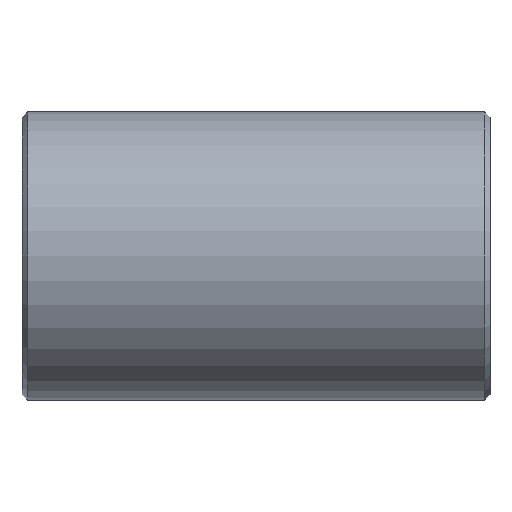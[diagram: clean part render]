
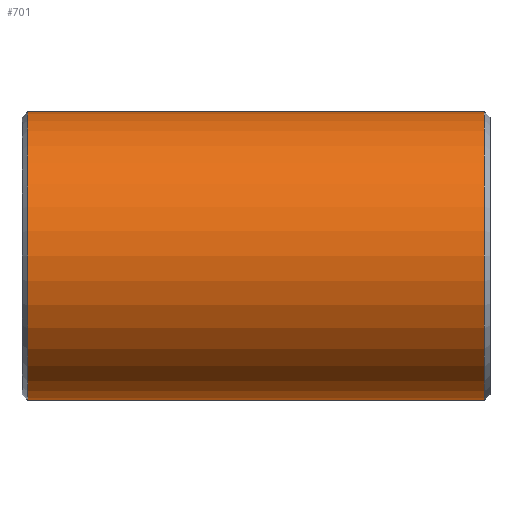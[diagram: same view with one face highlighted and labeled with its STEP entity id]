
A CAD part, front view. The second image highlights one B-rep face of the part: STEP entity #701.
In plain terms, the highlighted cylindrical face has radius 109.537 mm (diameter 219.075 mm), a partial arc.
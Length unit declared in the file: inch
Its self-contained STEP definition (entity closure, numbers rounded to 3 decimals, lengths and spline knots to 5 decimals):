
#20 = EDGE_CURVE ( 'NONE', #917, #84, #922, .T. ) ;
#40 = DIRECTION ( 'NONE',  ( -1., 0., 0. ) ) ;
#84 = VERTEX_POINT ( 'NONE', #804 ) ;
#88 = DIRECTION ( 'NONE',  ( 1., 0., 0. ) ) ;
#97 = CARTESIAN_POINT ( 'NONE',  ( 7., 0., -4.3125 ) ) ;
#113 = VECTOR ( 'NONE', #302, 39.37008 ) ;
#118 = CYLINDRICAL_SURFACE ( 'NONE', #703, 4.3125 ) ;
#155 = DIRECTION ( 'NONE',  ( 0., 0., 1. ) ) ;
#210 = CARTESIAN_POINT ( 'NONE',  ( 7., 0., 0. ) ) ;
#222 = EDGE_LOOP ( 'NONE', ( #723, #798, #852, #350 ) ) ;
#294 = EDGE_CURVE ( 'NONE', #353, #917, #763, .T. ) ;
#302 = DIRECTION ( 'NONE',  ( -1., 0., 0. ) ) ;
#342 = AXIS2_PLACEMENT_3D ( 'NONE', #802, #627, #777 ) ;
#349 = DIRECTION ( 'NONE',  ( 0., 0., 1. ) ) ;
#350 = ORIENTED_EDGE ( 'NONE', *, *, #20, .T. ) ;
#353 = VERTEX_POINT ( 'NONE', #462 ) ;
#462 = CARTESIAN_POINT ( 'NONE',  ( 6.83333, 0., 4.3125 ) ) ;
#518 = AXIS2_PLACEMENT_3D ( 'NONE', #796, #88, #155 ) ;
#560 = EDGE_CURVE ( 'NONE', #575, #353, #846, .T. ) ;
#575 = VERTEX_POINT ( 'NONE', #631 ) ;
#627 = DIRECTION ( 'NONE',  ( -1., 0., 0. ) ) ;
#631 = CARTESIAN_POINT ( 'NONE',  ( 6.83333, 0., -4.3125 ) ) ;
#678 = CARTESIAN_POINT ( 'NONE',  ( -6.83333, 0., 4.3125 ) ) ;
#701 = ADVANCED_FACE ( 'NONE', ( #759 ), #118, .T. ) ;
#703 = AXIS2_PLACEMENT_3D ( 'NONE', #210, #912, #349 ) ;
#723 = ORIENTED_EDGE ( 'NONE', *, *, #857, .F. ) ;
#751 = LINE ( 'NONE', #97, #113 ) ;
#759 = FACE_OUTER_BOUND ( 'NONE', #222, .T. ) ;
#763 = LINE ( 'NONE', #898, #780 ) ;
#777 = DIRECTION ( 'NONE',  ( 0., 0., -1. ) ) ;
#780 = VECTOR ( 'NONE', #40, 39.37008 ) ;
#796 = CARTESIAN_POINT ( 'NONE',  ( -6.83333, 0., 0. ) ) ;
#798 = ORIENTED_EDGE ( 'NONE', *, *, #560, .T. ) ;
#802 = CARTESIAN_POINT ( 'NONE',  ( 6.83333, 0., 0. ) ) ;
#804 = CARTESIAN_POINT ( 'NONE',  ( -6.83333, 0., -4.3125 ) ) ;
#846 = CIRCLE ( 'NONE', #342, 4.3125 ) ;
#852 = ORIENTED_EDGE ( 'NONE', *, *, #294, .T. ) ;
#857 = EDGE_CURVE ( 'NONE', #575, #84, #751, .T. ) ;
#898 = CARTESIAN_POINT ( 'NONE',  ( 7., 0., 4.3125 ) ) ;
#912 = DIRECTION ( 'NONE',  ( -1., 0., 0. ) ) ;
#917 = VERTEX_POINT ( 'NONE', #678 ) ;
#922 = CIRCLE ( 'NONE', #518, 4.3125 ) ;
